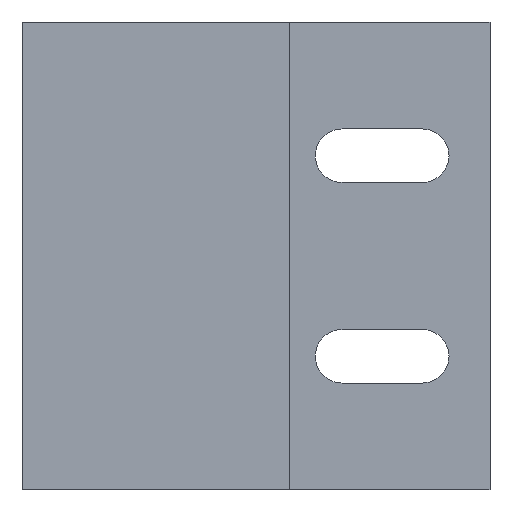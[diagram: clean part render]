
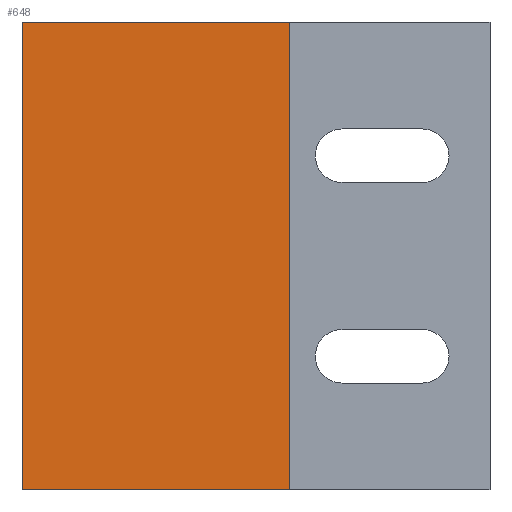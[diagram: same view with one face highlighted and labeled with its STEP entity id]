
A CAD part, left-side view. The second image highlights one B-rep face of the part: STEP entity #648.
In plain terms, the highlighted planar face has unit normal (-1, 0, 0).
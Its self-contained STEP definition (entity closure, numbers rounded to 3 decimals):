
#22 = FACE_OUTER_BOUND ( 'NONE', #833, .T. ) ;
#132 = PLANE ( 'NONE',  #966 ) ;
#140 = EDGE_CURVE ( 'NONE', #537, #406, #202, .T. ) ;
#141 = CARTESIAN_POINT ( 'NONE',  ( -14., 10., 17.5 ) ) ;
#168 = DIRECTION ( 'NONE',  ( 0., 0., -1. ) ) ;
#189 = ORIENTED_EDGE ( 'NONE', *, *, #457, .T. ) ;
#199 = CARTESIAN_POINT ( 'NONE',  ( -14., 10., -17.5 ) ) ;
#202 = LINE ( 'NONE', #315, #431 ) ;
#235 = ORIENTED_EDGE ( 'NONE', *, *, #1372, .F. ) ;
#278 = CARTESIAN_POINT ( 'NONE',  ( -14., -10., 17.5 ) ) ;
#289 = CARTESIAN_POINT ( 'NONE',  ( -14., -10., 17.5 ) ) ;
#315 = CARTESIAN_POINT ( 'NONE',  ( -14., 10., 17.5 ) ) ;
#353 = CARTESIAN_POINT ( 'NONE',  ( -14., 10., 17.5 ) ) ;
#406 = VERTEX_POINT ( 'NONE', #289 ) ;
#431 = VECTOR ( 'NONE', #634, 1000. ) ;
#457 = EDGE_CURVE ( 'NONE', #537, #547, #641, .T. ) ;
#531 = CARTESIAN_POINT ( 'NONE',  ( -14., -10., -17.5 ) ) ;
#537 = VERTEX_POINT ( 'NONE', #141 ) ;
#547 = VERTEX_POINT ( 'NONE', #975 ) ;
#603 = VECTOR ( 'NONE', #168, 1000. ) ;
#634 = DIRECTION ( 'NONE',  ( 0., -1., 0. ) ) ;
#641 = LINE ( 'NONE', #1177, #603 ) ;
#648 = ADVANCED_FACE ( 'NONE', ( #22 ), #132, .F. ) ;
#702 = DIRECTION ( 'NONE',  ( 0., 0., -1. ) ) ;
#711 = DIRECTION ( 'NONE',  ( 0., 1., 0. ) ) ;
#739 = VECTOR ( 'NONE', #1040, 1000. ) ;
#774 = DIRECTION ( 'NONE',  ( 1., 0., 0. ) ) ;
#805 = LINE ( 'NONE', #278, #1036 ) ;
#833 = EDGE_LOOP ( 'NONE', ( #1138, #235, #987, #189 ) ) ;
#946 = LINE ( 'NONE', #199, #739 ) ;
#966 = AXIS2_PLACEMENT_3D ( 'NONE', #353, #774, #711 ) ;
#975 = CARTESIAN_POINT ( 'NONE',  ( -14., 10., -17.5 ) ) ;
#987 = ORIENTED_EDGE ( 'NONE', *, *, #140, .F. ) ;
#1036 = VECTOR ( 'NONE', #702, 1000. ) ;
#1040 = DIRECTION ( 'NONE',  ( 0., -1., 0. ) ) ;
#1138 = ORIENTED_EDGE ( 'NONE', *, *, #1265, .T. ) ;
#1152 = VERTEX_POINT ( 'NONE', #531 ) ;
#1177 = CARTESIAN_POINT ( 'NONE',  ( -14., 10., 17.5 ) ) ;
#1265 = EDGE_CURVE ( 'NONE', #547, #1152, #946, .T. ) ;
#1372 = EDGE_CURVE ( 'NONE', #406, #1152, #805, .T. ) ;
